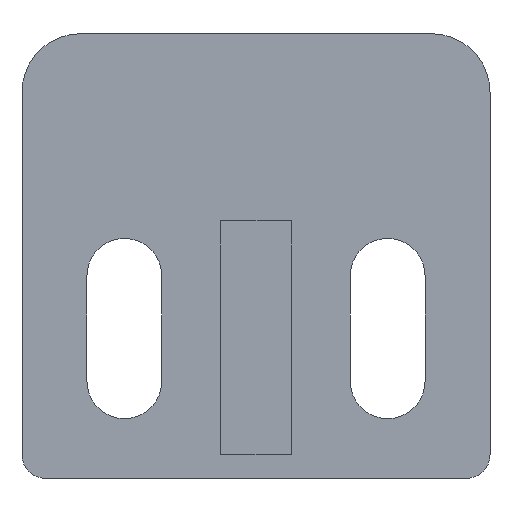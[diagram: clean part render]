
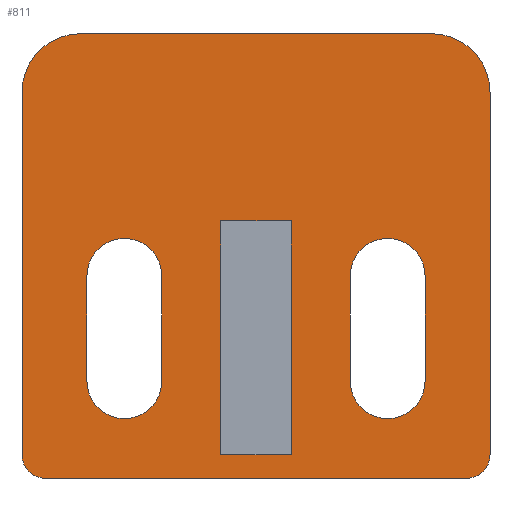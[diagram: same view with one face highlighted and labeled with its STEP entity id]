
A CAD part, left-side view. The second image highlights one B-rep face of the part: STEP entity #811.
In plain terms, the highlighted planar face has unit normal (-1, 0, 0).
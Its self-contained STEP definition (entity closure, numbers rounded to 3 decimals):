
#17=FACE_BOUND('',#152,.T.);
#18=FACE_BOUND('',#153,.T.);
#19=FACE_BOUND('',#154,.T.);
#43=CIRCLE('',#868,3.2);
#44=CIRCLE('',#871,3.2);
#45=CIRCLE('',#874,3.2);
#46=CIRCLE('',#877,3.2);
#48=CIRCLE('',#881,2.);
#49=CIRCLE('',#884,5.);
#50=CIRCLE('',#885,5.);
#51=CIRCLE('',#886,2.);
#105=FACE_OUTER_BOUND('',#151,.T.);
#151=EDGE_LOOP('',(#669,#670,#671,#672,#673,#674,#675,#676));
#152=EDGE_LOOP('',(#677,#678,#679,#680));
#153=EDGE_LOOP('',(#681,#682,#683,#684));
#154=EDGE_LOOP('',(#685,#686,#687,#688));
#167=LINE('',#1139,#249);
#171=LINE('',#1147,#253);
#174=LINE('',#1153,#256);
#177=LINE('',#1158,#259);
#218=LINE('',#1285,#300);
#222=LINE('',#1295,#304);
#224=LINE('',#1301,#306);
#226=LINE('',#1307,#308);
#229=LINE('',#1319,#311);
#232=LINE('',#1325,#314);
#233=LINE('',#1329,#315);
#234=LINE('',#1333,#316);
#249=VECTOR('',#903,6.);
#253=VECTOR('',#909,20.);
#256=VECTOR('',#914,6.);
#259=VECTOR('',#919,20.);
#300=VECTOR('',#1046,9.);
#304=VECTOR('',#1056,9.);
#306=VECTOR('',#1064,9.);
#308=VECTOR('',#1072,9.);
#311=VECTOR('',#1083,36.);
#314=VECTOR('',#1088,31.);
#315=VECTOR('',#1091,30.);
#316=VECTOR('',#1094,31.);
#331=VERTEX_POINT('',#1137);
#332=VERTEX_POINT('',#1138);
#335=VERTEX_POINT('',#1146);
#337=VERTEX_POINT('',#1152);
#379=VERTEX_POINT('',#1277);
#380=VERTEX_POINT('',#1279);
#381=VERTEX_POINT('',#1283);
#382=VERTEX_POINT('',#1287);
#383=VERTEX_POINT('',#1289);
#384=VERTEX_POINT('',#1293);
#385=VERTEX_POINT('',#1297);
#386=VERTEX_POINT('',#1303);
#389=VERTEX_POINT('',#1312);
#390=VERTEX_POINT('',#1314);
#391=VERTEX_POINT('',#1318);
#393=VERTEX_POINT('',#1324);
#394=VERTEX_POINT('',#1326);
#395=VERTEX_POINT('',#1328);
#396=VERTEX_POINT('',#1330);
#397=VERTEX_POINT('',#1332);
#407=EDGE_CURVE('',#331,#332,#167,.T.);
#411=EDGE_CURVE('',#335,#331,#171,.T.);
#414=EDGE_CURVE('',#337,#335,#174,.T.);
#417=EDGE_CURVE('',#332,#337,#177,.T.);
#476=EDGE_CURVE('',#380,#379,#43,.T.);
#479=EDGE_CURVE('',#379,#381,#218,.T.);
#481=EDGE_CURVE('',#383,#382,#44,.T.);
#484=EDGE_CURVE('',#382,#384,#222,.T.);
#486=EDGE_CURVE('',#381,#385,#45,.T.);
#487=EDGE_CURVE('',#385,#380,#224,.T.);
#489=EDGE_CURVE('',#384,#386,#46,.T.);
#490=EDGE_CURVE('',#386,#383,#226,.T.);
#493=EDGE_CURVE('',#389,#390,#48,.T.);
#495=EDGE_CURVE('',#391,#390,#229,.T.);
#498=EDGE_CURVE('',#393,#389,#232,.T.);
#499=EDGE_CURVE('',#394,#393,#49,.T.);
#500=EDGE_CURVE('',#394,#395,#233,.T.);
#501=EDGE_CURVE('',#396,#395,#50,.T.);
#502=EDGE_CURVE('',#397,#396,#234,.T.);
#503=EDGE_CURVE('',#391,#397,#51,.T.);
#669=ORIENTED_EDGE('',*,*,#493,.F.);
#670=ORIENTED_EDGE('',*,*,#498,.F.);
#671=ORIENTED_EDGE('',*,*,#499,.F.);
#672=ORIENTED_EDGE('',*,*,#500,.T.);
#673=ORIENTED_EDGE('',*,*,#501,.F.);
#674=ORIENTED_EDGE('',*,*,#502,.F.);
#675=ORIENTED_EDGE('',*,*,#503,.F.);
#676=ORIENTED_EDGE('',*,*,#495,.T.);
#677=ORIENTED_EDGE('',*,*,#407,.T.);
#678=ORIENTED_EDGE('',*,*,#417,.T.);
#679=ORIENTED_EDGE('',*,*,#414,.T.);
#680=ORIENTED_EDGE('',*,*,#411,.T.);
#681=ORIENTED_EDGE('',*,*,#486,.T.);
#682=ORIENTED_EDGE('',*,*,#487,.T.);
#683=ORIENTED_EDGE('',*,*,#476,.T.);
#684=ORIENTED_EDGE('',*,*,#479,.T.);
#685=ORIENTED_EDGE('',*,*,#489,.T.);
#686=ORIENTED_EDGE('',*,*,#490,.T.);
#687=ORIENTED_EDGE('',*,*,#481,.T.);
#688=ORIENTED_EDGE('',*,*,#484,.T.);
#770=PLANE('',#883);
#811=ADVANCED_FACE('',(#105,#17,#18,#19),#770,.T.);
#868=AXIS2_PLACEMENT_3D('',#1280,#1040,#1041);
#871=AXIS2_PLACEMENT_3D('',#1290,#1050,#1051);
#874=AXIS2_PLACEMENT_3D('',#1299,#1060,#1061);
#877=AXIS2_PLACEMENT_3D('',#1305,#1068,#1069);
#881=AXIS2_PLACEMENT_3D('',#1315,#1078,#1079);
#883=AXIS2_PLACEMENT_3D('',#1323,#1086,#1087);
#884=AXIS2_PLACEMENT_3D('',#1327,#1089,#1090);
#885=AXIS2_PLACEMENT_3D('',#1331,#1092,#1093);
#886=AXIS2_PLACEMENT_3D('',#1334,#1095,#1096);
#903=DIRECTION('',(0.,-1.,0.));
#909=DIRECTION('',(0.,0.,1.));
#914=DIRECTION('',(0.,1.,0.));
#919=DIRECTION('',(0.,0.,-1.));
#1040=DIRECTION('center_axis',(1.,0.,0.));
#1041=DIRECTION('ref_axis',(0.,1.,0.));
#1046=DIRECTION('',(0.,0.,1.));
#1050=DIRECTION('center_axis',(1.,0.,0.));
#1051=DIRECTION('ref_axis',(0.,1.,0.));
#1056=DIRECTION('',(0.,0.,1.));
#1060=DIRECTION('center_axis',(1.,0.,0.));
#1061=DIRECTION('ref_axis',(0.,-1.,0.));
#1064=DIRECTION('',(0.,0.,-1.));
#1068=DIRECTION('center_axis',(1.,0.,0.));
#1069=DIRECTION('ref_axis',(0.,-1.,0.));
#1072=DIRECTION('',(0.,0.,-1.));
#1078=DIRECTION('center_axis',(1.,0.,0.));
#1079=DIRECTION('ref_axis',(0.,-0.707,-0.707));
#1083=DIRECTION('',(0.,-1.,0.));
#1086=DIRECTION('center_axis',(-1.,0.,0.));
#1087=DIRECTION('ref_axis',(0.,0.,1.));
#1088=DIRECTION('',(0.,0.,-1.));
#1089=DIRECTION('center_axis',(1.,0.,0.));
#1090=DIRECTION('ref_axis',(0.,-0.707,0.707));
#1091=DIRECTION('',(0.,1.,0.));
#1092=DIRECTION('center_axis',(1.,0.,0.));
#1093=DIRECTION('ref_axis',(0.,0.707,0.707));
#1094=DIRECTION('',(0.,0.,1.));
#1095=DIRECTION('center_axis',(1.,0.,0.));
#1096=DIRECTION('ref_axis',(0.,0.707,-0.707));
#1137=CARTESIAN_POINT('',(-20.,3.,-16.));
#1138=CARTESIAN_POINT('',(-20.,-3.,-16.));
#1139=CARTESIAN_POINT('',(-20.,1.5,-16.));
#1146=CARTESIAN_POINT('',(-20.,3.,-36.));
#1147=CARTESIAN_POINT('',(-20.,3.,-37.));
#1152=CARTESIAN_POINT('',(-20.,-3.,-36.));
#1153=CARTESIAN_POINT('',(-20.,-1.5,-36.));
#1158=CARTESIAN_POINT('',(-20.,-3.,-27.));
#1277=CARTESIAN_POINT('',(-20.,14.45,-29.7));
#1279=CARTESIAN_POINT('',(-20.,8.05,-29.7));
#1280=CARTESIAN_POINT('Origin',(-20.,11.25,-29.7));
#1283=CARTESIAN_POINT('',(-20.,14.45,-20.7));
#1285=CARTESIAN_POINT('',(-20.,14.45,-29.35));
#1287=CARTESIAN_POINT('',(-20.,-8.05,-29.7));
#1289=CARTESIAN_POINT('',(-20.,-14.45,-29.7));
#1290=CARTESIAN_POINT('Origin',(-20.,-11.25,-29.7));
#1293=CARTESIAN_POINT('',(-20.,-8.05,-20.7));
#1295=CARTESIAN_POINT('',(-20.,-8.05,-29.35));
#1297=CARTESIAN_POINT('',(-20.,8.05,-20.7));
#1299=CARTESIAN_POINT('Origin',(-20.,11.25,-20.7));
#1301=CARTESIAN_POINT('',(-20.,8.05,-33.85));
#1303=CARTESIAN_POINT('',(-20.,-14.45,-20.7));
#1305=CARTESIAN_POINT('Origin',(-20.,-11.25,-20.7));
#1307=CARTESIAN_POINT('',(-20.,-14.45,-33.85));
#1312=CARTESIAN_POINT('',(-20.,-20.,-36.));
#1314=CARTESIAN_POINT('',(-20.,-18.,-38.));
#1315=CARTESIAN_POINT('Origin',(-20.,-18.,-36.));
#1318=CARTESIAN_POINT('',(-20.,18.,-38.));
#1319=CARTESIAN_POINT('',(-20.,0.,-38.));
#1323=CARTESIAN_POINT('Origin',(-20.,0.,-38.));
#1324=CARTESIAN_POINT('',(-20.,-20.,-5.));
#1325=CARTESIAN_POINT('',(-20.,-20.,0.));
#1326=CARTESIAN_POINT('',(-20.,-15.,0.));
#1327=CARTESIAN_POINT('Origin',(-20.,-15.,-5.));
#1328=CARTESIAN_POINT('',(-20.,15.,0.));
#1329=CARTESIAN_POINT('',(-20.,0.,0.));
#1330=CARTESIAN_POINT('',(-20.,20.,-5.));
#1331=CARTESIAN_POINT('Origin',(-20.,15.,-5.));
#1332=CARTESIAN_POINT('',(-20.,20.,-36.));
#1333=CARTESIAN_POINT('',(-20.,20.,0.));
#1334=CARTESIAN_POINT('Origin',(-20.,18.,-36.));
